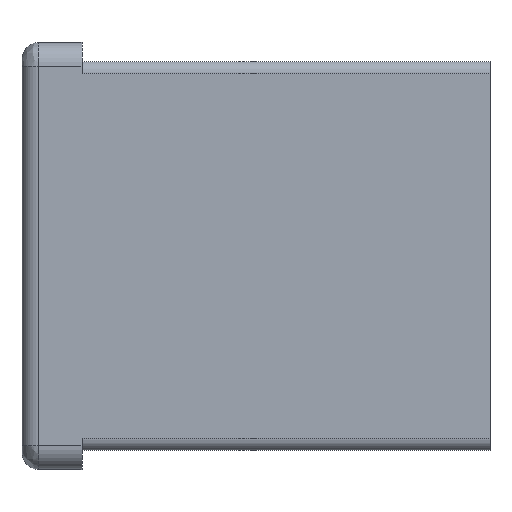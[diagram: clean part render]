
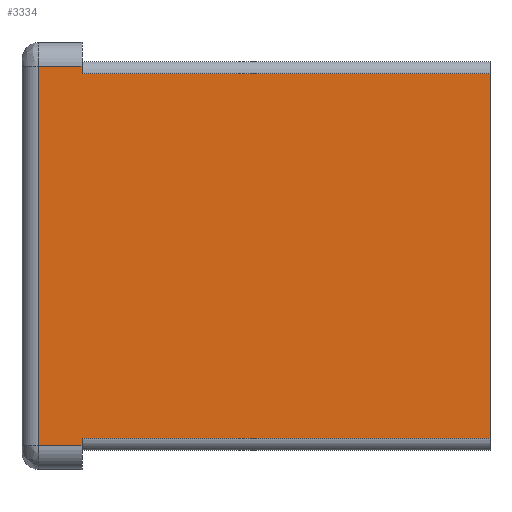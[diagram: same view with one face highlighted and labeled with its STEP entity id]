
A CAD part, left-side view. The second image highlights one B-rep face of the part: STEP entity #3334.
In plain terms, the highlighted planar face has unit normal (-1, 0, 0).
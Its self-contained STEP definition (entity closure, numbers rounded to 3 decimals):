
#36=PLANE('',#3543);
#207=FACE_OUTER_BOUND('',#378,.T.);
#378=EDGE_LOOP('',(#2391,#2392,#2393,#2394,#2395,#2396,#2397,#2398));
#557=LINE('',#4635,#1012);
#574=LINE('',#4724,#1029);
#575=LINE('',#4728,#1030);
#576=LINE('',#4730,#1031);
#577=LINE('',#4732,#1032);
#578=LINE('',#4734,#1033);
#579=LINE('',#4736,#1034);
#580=LINE('',#4737,#1035);
#1012=VECTOR('',#3748,10.);
#1029=VECTOR('',#3813,10.);
#1030=VECTOR('',#3818,10.);
#1031=VECTOR('',#3819,10.);
#1032=VECTOR('',#3820,10.);
#1033=VECTOR('',#3821,10.);
#1034=VECTOR('',#3822,10.);
#1035=VECTOR('',#3823,10.);
#1508=VERTEX_POINT('',#4625);
#1510=VERTEX_POINT('',#4631);
#1532=VERTEX_POINT('',#4723);
#1533=VERTEX_POINT('',#4727);
#1534=VERTEX_POINT('',#4729);
#1535=VERTEX_POINT('',#4731);
#1536=VERTEX_POINT('',#4733);
#1537=VERTEX_POINT('',#4735);
#1841=EDGE_CURVE('',#1508,#1510,#557,.T.);
#1873=EDGE_CURVE('',#1510,#1532,#574,.T.);
#1875=EDGE_CURVE('',#1533,#1508,#575,.T.);
#1876=EDGE_CURVE('',#1533,#1534,#576,.T.);
#1877=EDGE_CURVE('',#1535,#1534,#577,.T.);
#1878=EDGE_CURVE('',#1535,#1536,#578,.T.);
#1879=EDGE_CURVE('',#1537,#1536,#579,.T.);
#1880=EDGE_CURVE('',#1537,#1532,#580,.T.);
#2391=ORIENTED_EDGE('',*,*,#1841,.F.);
#2392=ORIENTED_EDGE('',*,*,#1875,.F.);
#2393=ORIENTED_EDGE('',*,*,#1876,.T.);
#2394=ORIENTED_EDGE('',*,*,#1877,.F.);
#2395=ORIENTED_EDGE('',*,*,#1878,.T.);
#2396=ORIENTED_EDGE('',*,*,#1879,.F.);
#2397=ORIENTED_EDGE('',*,*,#1880,.T.);
#2398=ORIENTED_EDGE('',*,*,#1873,.F.);
#3334=ADVANCED_FACE('',(#207),#36,.T.);
#3543=AXIS2_PLACEMENT_3D('',#4726,#3816,#3817);
#3748=DIRECTION('',(0.,0.,1.));
#3813=DIRECTION('',(0.,-1.,0.));
#3816=DIRECTION('center_axis',(-1.,0.,0.));
#3817=DIRECTION('ref_axis',(0.,0.,1.));
#3818=DIRECTION('',(0.,1.,0.));
#3819=DIRECTION('',(0.,0.,1.));
#3820=DIRECTION('',(0.,1.,0.));
#3821=DIRECTION('',(0.,0.,1.));
#3822=DIRECTION('',(0.,-1.,0.));
#3823=DIRECTION('',(0.,0.,1.));
#4625=CARTESIAN_POINT('',(0.,18.8,-7.9));
#4631=CARTESIAN_POINT('',(0.,18.8,7.9));
#4635=CARTESIAN_POINT('',(0.,18.8,-4.05));
#4723=CARTESIAN_POINT('',(0.,17.,7.9));
#4724=CARTESIAN_POINT('',(0.,8.5,7.9));
#4726=CARTESIAN_POINT('Origin',(0.,0.,-8.1));
#4727=CARTESIAN_POINT('',(0.,17.,-7.9));
#4728=CARTESIAN_POINT('',(0.,8.5,-7.9));
#4729=CARTESIAN_POINT('',(0.,17.,-7.6));
#4730=CARTESIAN_POINT('',(0.,17.,-8.9));
#4731=CARTESIAN_POINT('',(0.,0.,-7.6));
#4732=CARTESIAN_POINT('',(0.,0.,-7.6));
#4733=CARTESIAN_POINT('',(0.,0.,7.6));
#4734=CARTESIAN_POINT('',(0.,0.,-8.1));
#4735=CARTESIAN_POINT('',(0.,17.,7.6));
#4736=CARTESIAN_POINT('',(0.,0.,7.6));
#4737=CARTESIAN_POINT('',(0.,17.,-8.9));
